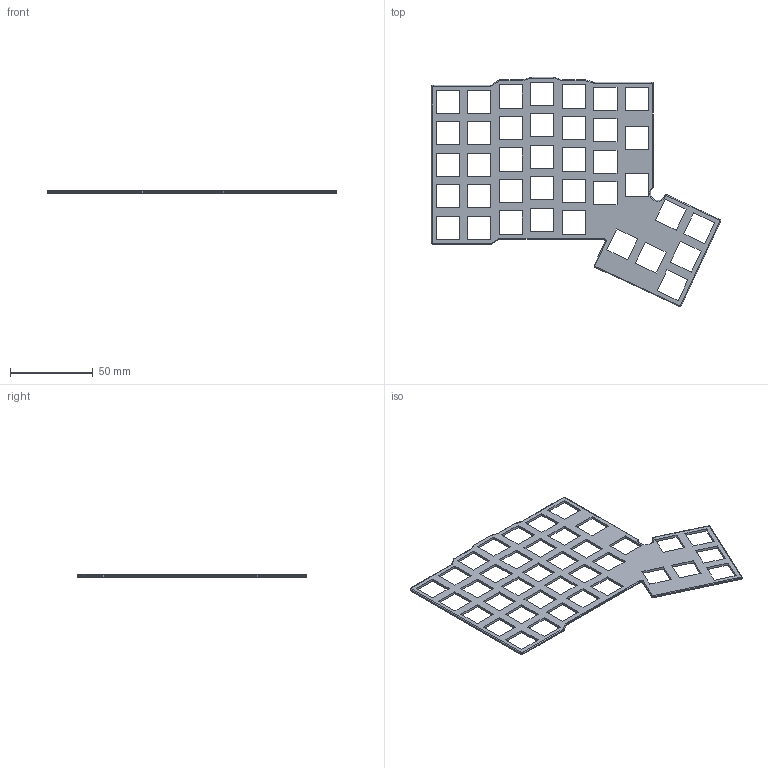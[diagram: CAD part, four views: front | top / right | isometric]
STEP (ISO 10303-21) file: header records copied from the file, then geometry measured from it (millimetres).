
FILE_DESCRIPTION(('FreeCAD Model'),'2;1');
FILE_NAME('Open CASCADE Shape Model','2023-01-09T16:54:26',(''),(''), 'Open CASCADE STEP processor 7.6','FreeCAD','Unknown');
FILE_SCHEMA(('AUTOMOTIVE_DESIGN { 1 0 10303 214 1 1 1 1 }'));
Length unit declared in the file: millimetre
Products named in the file (1): Body
Bounding box: 174.91 x 138.69 x 1.5 mm (x, y, z)
Volume: 12090.4 mm3; surface area: 20024.7 mm2
Topology: 1 solids, 1 shells, 268 faces, 722 edges, 456 vertices
Faces by surface type: plane 172, cylinder 56, torus 40
Entity records: 17912 total; most frequent: CARTESIAN_POINT 3047, DIRECTION 2834, LINE 1970, VECTOR 1970, ORIENTED_EDGE 1444, PCURVE 1444, DEFINITIONAL_REPRESENTATION 1444, EDGE_CURVE 722
